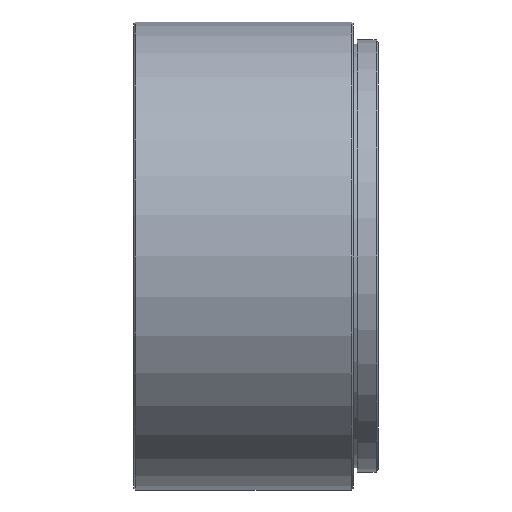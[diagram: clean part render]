
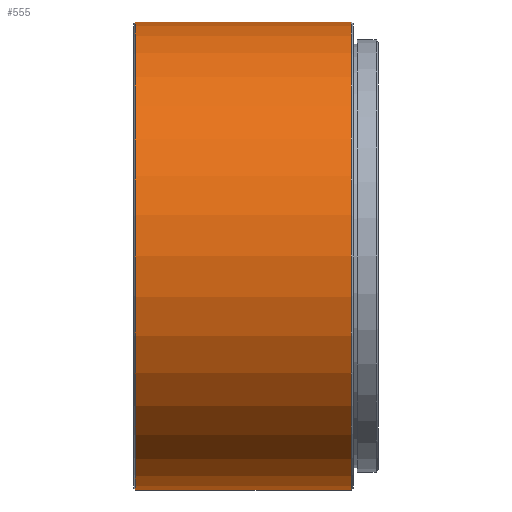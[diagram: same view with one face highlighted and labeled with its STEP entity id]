
A CAD part, front view. The second image highlights one B-rep face of the part: STEP entity #555.
In plain terms, the highlighted cylindrical face has radius 27.95 mm (diameter 55.9 mm), a partial arc.
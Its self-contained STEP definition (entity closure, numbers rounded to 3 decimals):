
#138 = DIRECTION ( 'NONE',  ( 0., 0., -1. ) ) ;
#170 = DIRECTION ( 'NONE',  ( 0., 0., 1. ) ) ;
#227 = ORIENTED_EDGE ( 'NONE', *, *, #1332, .T. ) ;
#302 = CARTESIAN_POINT ( 'NONE',  ( 3.526, -20.109, 0. ) ) ;
#394 = CARTESIAN_POINT ( 'NONE',  ( 3.326, -20.109, 0. ) ) ;
#471 = EDGE_CURVE ( 'NONE', #1189, #1002, #1376, .T. ) ;
#521 = DIRECTION ( 'NONE',  ( 0., 0., 1. ) ) ;
#542 = VERTEX_POINT ( 'NONE', #1429 ) ;
#551 = LINE ( 'NONE', #1109, #1017 ) ;
#555 = ADVANCED_FACE ( 'NONE', ( #671 ), #1255, .T. ) ;
#671 = FACE_OUTER_BOUND ( 'NONE', #1477, .T. ) ;
#761 = EDGE_CURVE ( 'NONE', #1189, #1130, #551, .T. ) ;
#828 = AXIS2_PLACEMENT_3D ( 'NONE', #302, #1581, #170 ) ;
#873 = ORIENTED_EDGE ( 'NONE', *, *, #1421, .T. ) ;
#876 = ORIENTED_EDGE ( 'NONE', *, *, #471, .T. ) ;
#883 = VECTOR ( 'NONE', #1058, 1000. ) ;
#933 = CARTESIAN_POINT ( 'NONE',  ( 3.526, -20.109, 27.95 ) ) ;
#969 = CARTESIAN_POINT ( 'NONE',  ( -22.474, -20.109, -27.95 ) ) ;
#991 = CIRCLE ( 'NONE', #1126, 27.95 ) ;
#1002 = VERTEX_POINT ( 'NONE', #1562 ) ;
#1017 = VECTOR ( 'NONE', #1235, 1000. ) ;
#1056 = AXIS2_PLACEMENT_3D ( 'NONE', #394, #1418, #138 ) ;
#1058 = DIRECTION ( 'NONE',  ( -1., 0., 0. ) ) ;
#1109 = CARTESIAN_POINT ( 'NONE',  ( 3.526, -20.109, -27.95 ) ) ;
#1126 = AXIS2_PLACEMENT_3D ( 'NONE', #1285, #1520, #521 ) ;
#1130 = VERTEX_POINT ( 'NONE', #969 ) ;
#1189 = VERTEX_POINT ( 'NONE', #1572 ) ;
#1235 = DIRECTION ( 'NONE',  ( -1., 0., 0. ) ) ;
#1255 = CYLINDRICAL_SURFACE ( 'NONE', #828, 27.95 ) ;
#1285 = CARTESIAN_POINT ( 'NONE',  ( -22.474, -20.109, 0. ) ) ;
#1332 = EDGE_CURVE ( 'NONE', #542, #1130, #991, .T. ) ;
#1376 = CIRCLE ( 'NONE', #1056, 27.95 ) ;
#1418 = DIRECTION ( 'NONE',  ( -1., 0., 0. ) ) ;
#1421 = EDGE_CURVE ( 'NONE', #1002, #542, #1441, .T. ) ;
#1429 = CARTESIAN_POINT ( 'NONE',  ( -22.474, -20.109, 27.95 ) ) ;
#1441 = LINE ( 'NONE', #933, #883 ) ;
#1477 = EDGE_LOOP ( 'NONE', ( #1540, #876, #873, #227 ) ) ;
#1520 = DIRECTION ( 'NONE',  ( 1., 0., 0. ) ) ;
#1540 = ORIENTED_EDGE ( 'NONE', *, *, #761, .F. ) ;
#1562 = CARTESIAN_POINT ( 'NONE',  ( 3.326, -20.109, 27.95 ) ) ;
#1572 = CARTESIAN_POINT ( 'NONE',  ( 3.326, -20.109, -27.95 ) ) ;
#1581 = DIRECTION ( 'NONE',  ( -1., 0., 0. ) ) ;
